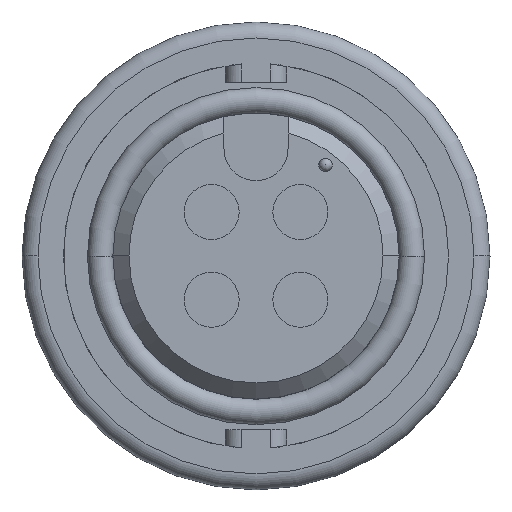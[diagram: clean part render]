
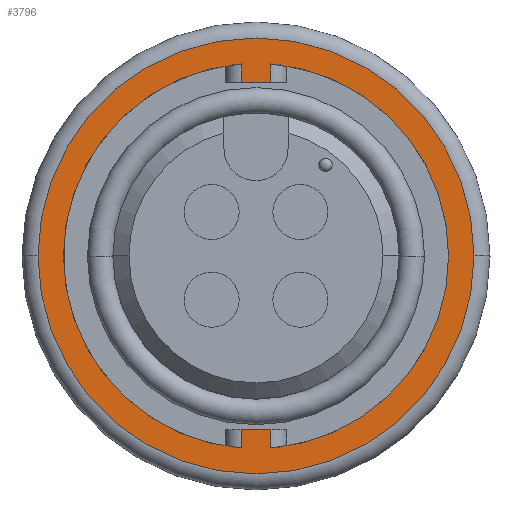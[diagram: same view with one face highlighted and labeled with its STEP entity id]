
A CAD part, top view. The second image highlights one B-rep face of the part: STEP entity #3796.
In plain terms, the highlighted planar face has unit normal (0, 0, 1).
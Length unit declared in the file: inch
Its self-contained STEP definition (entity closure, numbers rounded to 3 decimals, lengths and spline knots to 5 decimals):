
#103 = CARTESIAN_POINT ( 'NONE',  ( 0., 0., -0.083 ) ) ;
#207 = CARTESIAN_POINT ( 'NONE',  ( 0., 0., -0.083 ) ) ;
#215 = DIRECTION ( 'NONE',  ( 0., -1., 0. ) ) ;
#217 = EDGE_LOOP ( 'NONE', ( #3189, #7438 ) ) ;
#247 = DIRECTION ( 'NONE',  ( 1., 0., 0. ) ) ;
#429 = FACE_BOUND ( 'NONE', #5707, .T. ) ;
#497 = AXIS2_PLACEMENT_3D ( 'NONE', #810, #9176, #2009 ) ;
#619 = LINE ( 'NONE', #11619, #12922 ) ;
#746 = ORIENTED_EDGE ( 'NONE', *, *, #9010, .F. ) ;
#810 = CARTESIAN_POINT ( 'NONE',  ( 0., 0., -0.083 ) ) ;
#1285 = ORIENTED_EDGE ( 'NONE', *, *, #2739, .F. ) ;
#1292 = DIRECTION ( 'NONE',  ( 1., 0., 0. ) ) ;
#1606 = VERTEX_POINT ( 'NONE', #7596 ) ;
#2009 = DIRECTION ( 'NONE',  ( 1., 0., 0. ) ) ;
#2319 = CARTESIAN_POINT ( 'NONE',  ( 0.4075, 0., -0.083 ) ) ;
#2359 = EDGE_CURVE ( 'NONE', #3600, #11019, #14954, .T. ) ;
#2591 = PLANE ( 'NONE',  #5165 ) ;
#2634 = EDGE_CURVE ( 'NONE', #14806, #8042, #3228, .T. ) ;
#2726 = CARTESIAN_POINT ( 'NONE',  ( -0.0275, -0.375, -0.083 ) ) ;
#2739 = EDGE_CURVE ( 'NONE', #8441, #12778, #8853, .T. ) ;
#2792 = AXIS2_PLACEMENT_3D ( 'NONE', #103, #8460, #1292 ) ;
#3189 = ORIENTED_EDGE ( 'NONE', *, *, #7938, .T. ) ;
#3228 = CIRCLE ( 'NONE', #11137, 0.4075 ) ;
#3347 = ORIENTED_EDGE ( 'NONE', *, *, #8707, .F. ) ;
#3392 = VECTOR ( 'NONE', #7113, 39.37008 ) ;
#3441 = LINE ( 'NONE', #6931, #12197 ) ;
#3600 = VERTEX_POINT ( 'NONE', #11463 ) ;
#3747 = CARTESIAN_POINT ( 'NONE',  ( -0.0275, 0.375, -0.083 ) ) ;
#3793 = DIRECTION ( 'NONE',  ( 0., 0., 1. ) ) ;
#3796 = ADVANCED_FACE ( 'NONE', ( #429, #6385 ), #2591, .T. ) ;
#4178 = AXIS2_PLACEMENT_3D ( 'NONE', #11678, #4538, #12874 ) ;
#4491 = VECTOR ( 'NONE', #215, 39.37008 ) ;
#4538 = DIRECTION ( 'NONE',  ( 0., 0., 1. ) ) ;
#4896 = LINE ( 'NONE', #3747, #4491 ) ;
#4955 = CIRCLE ( 'NONE', #4178, 0.36 ) ;
#5016 = CARTESIAN_POINT ( 'NONE',  ( -0.0275, 0.325, -0.083 ) ) ;
#5147 = CIRCLE ( 'NONE', #497, 0.4075 ) ;
#5165 = AXIS2_PLACEMENT_3D ( 'NONE', #207, #3793, #12129 ) ;
#5707 = EDGE_LOOP ( 'NONE', ( #746, #9888, #10182, #1285, #6925, #11480, #13466, #3347, #14108 ) ) ;
#5898 = DIRECTION ( 'NONE',  ( 0., 0., 1. ) ) ;
#6240 = EDGE_CURVE ( 'NONE', #8995, #1606, #14351, .T. ) ;
#6385 = FACE_OUTER_BOUND ( 'NONE', #217, .T. ) ;
#6435 = CARTESIAN_POINT ( 'NONE',  ( -0.0275, -0.325, -0.083 ) ) ;
#6443 = CARTESIAN_POINT ( 'NONE',  ( 0.0275, -0.325, -0.083 ) ) ;
#6532 = CARTESIAN_POINT ( 'NONE',  ( -0.0275, 0.35895, -0.083 ) ) ;
#6566 = LINE ( 'NONE', #14209, #3392 ) ;
#6925 = ORIENTED_EDGE ( 'NONE', *, *, #8335, .F. ) ;
#6931 = CARTESIAN_POINT ( 'NONE',  ( 0.0275, 0.375, -0.083 ) ) ;
#7113 = DIRECTION ( 'NONE',  ( -1., 0., 0. ) ) ;
#7233 = EDGE_CURVE ( 'NONE', #11019, #12778, #6566, .T. ) ;
#7321 = VERTEX_POINT ( 'NONE', #14359 ) ;
#7395 = DIRECTION ( 'NONE',  ( 0., 0., 1. ) ) ;
#7438 = ORIENTED_EDGE ( 'NONE', *, *, #2634, .T. ) ;
#7596 = CARTESIAN_POINT ( 'NONE',  ( 0.0275, 0.35895, -0.083 ) ) ;
#7597 = AXIS2_PLACEMENT_3D ( 'NONE', #13026, #5898, #14207 ) ;
#7938 = EDGE_CURVE ( 'NONE', #8042, #14806, #5147, .T. ) ;
#8042 = VERTEX_POINT ( 'NONE', #2319 ) ;
#8264 = CARTESIAN_POINT ( 'NONE',  ( -0.4075, 0., -0.083 ) ) ;
#8335 = EDGE_CURVE ( 'NONE', #13795, #8441, #4955, .T. ) ;
#8418 = DIRECTION ( 'NONE',  ( 0., 1., 0. ) ) ;
#8441 = VERTEX_POINT ( 'NONE', #11065 ) ;
#8460 = DIRECTION ( 'NONE',  ( 0., 0., 1. ) ) ;
#8666 = VECTOR ( 'NONE', #8418, 39.37008 ) ;
#8707 = EDGE_CURVE ( 'NONE', #1606, #7321, #3441, .T. ) ;
#8853 = LINE ( 'NONE', #2726, #12001 ) ;
#8995 = VERTEX_POINT ( 'NONE', #11918 ) ;
#9010 = EDGE_CURVE ( 'NONE', #3600, #8995, #11452, .T. ) ;
#9176 = DIRECTION ( 'NONE',  ( 0., 0., 1. ) ) ;
#9623 = CARTESIAN_POINT ( 'NONE',  ( 0.0275, -0.375, -0.083 ) ) ;
#9888 = ORIENTED_EDGE ( 'NONE', *, *, #2359, .T. ) ;
#9902 = DIRECTION ( 'NONE',  ( 0., 1., 0. ) ) ;
#10182 = ORIENTED_EDGE ( 'NONE', *, *, #7233, .T. ) ;
#10809 = EDGE_CURVE ( 'NONE', #14903, #7321, #619, .T. ) ;
#11019 = VERTEX_POINT ( 'NONE', #6443 ) ;
#11065 = CARTESIAN_POINT ( 'NONE',  ( -0.0275, -0.35895, -0.083 ) ) ;
#11137 = AXIS2_PLACEMENT_3D ( 'NONE', #14487, #7395, #247 ) ;
#11452 = CIRCLE ( 'NONE', #2792, 0.36 ) ;
#11463 = CARTESIAN_POINT ( 'NONE',  ( 0.0275, -0.35895, -0.083 ) ) ;
#11480 = ORIENTED_EDGE ( 'NONE', *, *, #14860, .T. ) ;
#11619 = CARTESIAN_POINT ( 'NONE',  ( -0.0275, 0.325, -0.083 ) ) ;
#11678 = CARTESIAN_POINT ( 'NONE',  ( 0., 0., -0.083 ) ) ;
#11918 = CARTESIAN_POINT ( 'NONE',  ( 0.36, 0., -0.083 ) ) ;
#12001 = VECTOR ( 'NONE', #9902, 39.37008 ) ;
#12129 = DIRECTION ( 'NONE',  ( 1., 0., 0. ) ) ;
#12197 = VECTOR ( 'NONE', #14044, 39.37008 ) ;
#12778 = VERTEX_POINT ( 'NONE', #6435 ) ;
#12874 = DIRECTION ( 'NONE',  ( 1., 0., 0. ) ) ;
#12922 = VECTOR ( 'NONE', #15185, 39.37008 ) ;
#13026 = CARTESIAN_POINT ( 'NONE',  ( 0., 0., -0.083 ) ) ;
#13466 = ORIENTED_EDGE ( 'NONE', *, *, #10809, .T. ) ;
#13795 = VERTEX_POINT ( 'NONE', #6532 ) ;
#14044 = DIRECTION ( 'NONE',  ( 0., -1., 0. ) ) ;
#14108 = ORIENTED_EDGE ( 'NONE', *, *, #6240, .F. ) ;
#14207 = DIRECTION ( 'NONE',  ( 1., 0., 0. ) ) ;
#14209 = CARTESIAN_POINT ( 'NONE',  ( 0.0275, -0.325, -0.083 ) ) ;
#14351 = CIRCLE ( 'NONE', #7597, 0.36 ) ;
#14359 = CARTESIAN_POINT ( 'NONE',  ( 0.0275, 0.325, -0.083 ) ) ;
#14487 = CARTESIAN_POINT ( 'NONE',  ( 0., 0., -0.083 ) ) ;
#14806 = VERTEX_POINT ( 'NONE', #8264 ) ;
#14860 = EDGE_CURVE ( 'NONE', #13795, #14903, #4896, .T. ) ;
#14903 = VERTEX_POINT ( 'NONE', #5016 ) ;
#14954 = LINE ( 'NONE', #9623, #8666 ) ;
#15185 = DIRECTION ( 'NONE',  ( 1., 0., 0. ) ) ;
